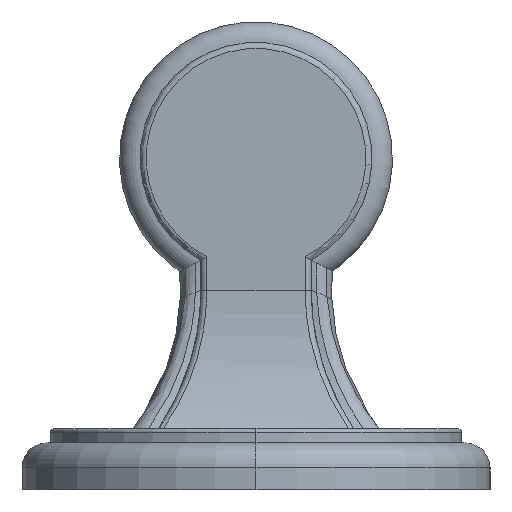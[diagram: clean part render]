
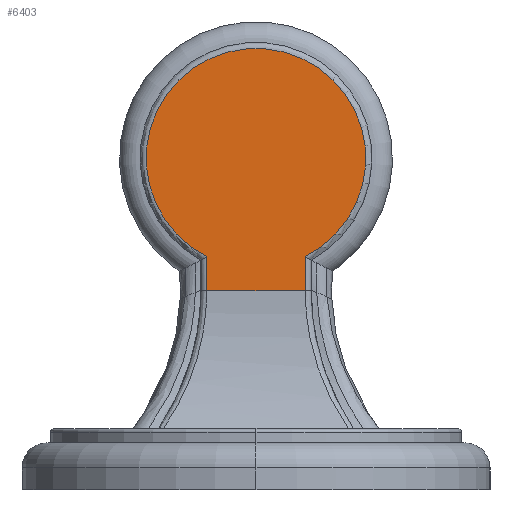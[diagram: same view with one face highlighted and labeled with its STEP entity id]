
A CAD part, left-side view. The second image highlights one B-rep face of the part: STEP entity #6403.
In plain terms, the highlighted planar face has unit normal (-1, 0, 0).
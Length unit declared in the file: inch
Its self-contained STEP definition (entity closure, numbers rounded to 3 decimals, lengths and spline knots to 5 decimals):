
#2621=DIRECTION('',(0.,0.,-1.));
#2622=VECTOR('',#2621,0.21848);
#2623=CARTESIAN_POINT('',(-6.35417,0.31517,
1.49549));
#2624=LINE('',#2623,#2622);
#2628=CARTESIAN_POINT('',(-6.35417,0.,2.125));
#2629=DIRECTION('',(1.,0.,0.));
#2630=DIRECTION('',(0.,0.448,-0.894));
#2631=AXIS2_PLACEMENT_3D('',#2628,#2629,#2630);
#2636=DIRECTION('',(0.,0.,1.));
#2637=VECTOR('',#2636,0.21848);
#2638=CARTESIAN_POINT('',(-6.35417,-0.31516,
1.277));
#2639=LINE('',#2638,#2637);
#2643=DIRECTION('',(0.,1.,0.));
#2644=VECTOR('',#2643,0.63033);
#2645=CARTESIAN_POINT('',(-6.35417,-0.31516,
1.277));
#2646=LINE('',#2645,#2644);
#2914=CARTESIAN_POINT('',(-6.35417,0.31517,
1.49549));
#2915=CARTESIAN_POINT('',(-6.35417,0.31516,
1.27701));
#2916=VERTEX_POINT('',#2914);
#2917=VERTEX_POINT('',#2915);
#2922=CARTESIAN_POINT('',(-6.35417,-0.31517,
1.49549));
#2923=VERTEX_POINT('',#2922);
#2928=CARTESIAN_POINT('',(-6.35417,-0.31516,
1.277));
#2929=VERTEX_POINT('',#2928);
#6390=CARTESIAN_POINT('',(-6.35417,-0.625,1.277));
#6391=DIRECTION('',(1.,0.,0.));
#6392=DIRECTION('',(0.,0.,1.));
#6393=AXIS2_PLACEMENT_3D('',#6390,#6391,#6392);
#6394=PLANE('',#6393);
#6396=ORIENTED_EDGE('',*,*,#6395,.F.);
#6398=ORIENTED_EDGE('',*,*,#6397,.T.);
#6399=ORIENTED_EDGE('',*,*,#6383,.F.);
#6400=ORIENTED_EDGE('',*,*,#5728,.T.);
#6401=EDGE_LOOP('',(#6396,#6398,#6399,#6400));
#6402=FACE_OUTER_BOUND('',#6401,.F.);
#2632=CIRCLE('',#2631,0.704);
#5728=EDGE_CURVE('',#2929,#2917,#2646,.T.);
#6383=EDGE_CURVE('',#2929,#2923,#2639,.T.);
#6395=EDGE_CURVE('',#2916,#2917,#2624,.T.);
#6397=EDGE_CURVE('',#2916,#2923,#2632,.T.);
#6403=ADVANCED_FACE('',(#6402),#6394,.F.);
